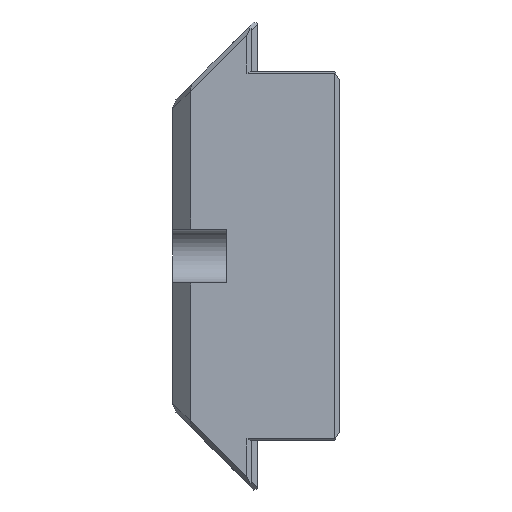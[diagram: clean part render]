
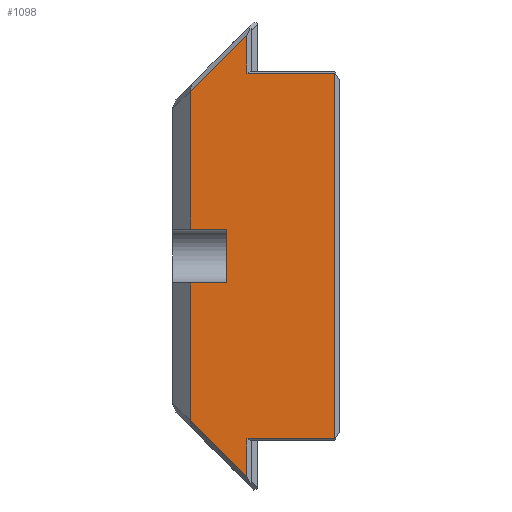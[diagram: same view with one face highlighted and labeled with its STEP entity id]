
A CAD part, front view. The second image highlights one B-rep face of the part: STEP entity #1098.
In plain terms, the highlighted planar face has unit normal (0, -1, 0).
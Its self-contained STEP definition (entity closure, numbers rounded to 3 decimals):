
#49=ORIENTED_EDGE('',*,*,#364,.F.);
#50=ORIENTED_EDGE('',*,*,#365,.T.);
#51=ORIENTED_EDGE('',*,*,#361,.T.);
#52=ORIENTED_EDGE('',*,*,#366,.T.);
#53=ORIENTED_EDGE('',*,*,#367,.T.);
#54=ORIENTED_EDGE('',*,*,#368,.T.);
#55=ORIENTED_EDGE('',*,*,#369,.T.);
#56=ORIENTED_EDGE('',*,*,#370,.T.);
#57=ORIENTED_EDGE('',*,*,#371,.T.);
#58=ORIENTED_EDGE('',*,*,#372,.T.);
#59=ORIENTED_EDGE('',*,*,#373,.T.);
#60=ORIENTED_EDGE('',*,*,#374,.F.);
#361=EDGE_CURVE('',#516,#518,#620,.T.);
#364=EDGE_CURVE('',#521,#522,#621,.T.);
#365=EDGE_CURVE('',#521,#516,#622,.T.);
#366=EDGE_CURVE('',#518,#523,#623,.T.);
#367=EDGE_CURVE('',#523,#524,#624,.T.);
#368=EDGE_CURVE('',#524,#525,#625,.F.);
#369=EDGE_CURVE('',#525,#526,#626,.T.);
#370=EDGE_CURVE('',#526,#527,#627,.F.);
#371=EDGE_CURVE('',#527,#528,#628,.T.);
#372=EDGE_CURVE('',#528,#529,#629,.T.);
#373=EDGE_CURVE('',#529,#530,#630,.T.);
#374=EDGE_CURVE('',#522,#530,#631,.T.);
#516=VERTEX_POINT('',#1545);
#518=VERTEX_POINT('',#1549);
#521=VERTEX_POINT('',#1558);
#522=VERTEX_POINT('',#1559);
#523=VERTEX_POINT('',#1562);
#524=VERTEX_POINT('',#1564);
#525=VERTEX_POINT('',#1566);
#526=VERTEX_POINT('',#1568);
#527=VERTEX_POINT('',#1570);
#528=VERTEX_POINT('',#1572);
#529=VERTEX_POINT('',#1574);
#530=VERTEX_POINT('',#1576);
#620=LINE('',#1550,#774);
#621=LINE('',#1557,#775);
#622=LINE('',#1560,#776);
#623=LINE('',#1561,#777);
#624=LINE('',#1563,#778);
#625=LINE('',#1565,#779);
#626=LINE('',#1567,#780);
#627=LINE('',#1569,#781);
#628=LINE('',#1571,#782);
#629=LINE('',#1573,#783);
#630=LINE('',#1575,#784);
#631=LINE('',#1577,#785);
#774=VECTOR('',#1255,1000.);
#775=VECTOR('',#1264,1000.);
#776=VECTOR('',#1265,1000.);
#777=VECTOR('',#1266,1000.);
#778=VECTOR('',#1267,1000.);
#779=VECTOR('',#1268,1000.);
#780=VECTOR('',#1269,1000.);
#781=VECTOR('',#1270,1000.);
#782=VECTOR('',#1271,1000.);
#783=VECTOR('',#1272,1000.);
#784=VECTOR('',#1273,1000.);
#785=VECTOR('',#1274,1000.);
#918=EDGE_LOOP('',(#49,#50,#51,#52,#53,#54,#55,#56,#57,#58,#59,#60));
#980=FACE_BOUND('',#918,.T.);
#1040=PLANE('',#1175);
#1098=ADVANCED_FACE('',(#980),#1040,.F.);
#1175=AXIS2_PLACEMENT_3D('',#1556,#1262,#1263);
#1255=DIRECTION('',(0.,0.,-1.));
#1262=DIRECTION('',(0.,1.,0.));
#1263=DIRECTION('',(0.,0.,1.));
#1264=DIRECTION('',(0.,0.,1.));
#1265=DIRECTION('',(-1.,0.,0.));
#1266=DIRECTION('',(0.707,0.,-0.707));
#1267=DIRECTION('',(0.,0.,1.));
#1268=DIRECTION('',(-1.,0.,0.));
#1269=DIRECTION('',(0.,0.,1.));
#1270=DIRECTION('',(1.,0.,0.));
#1271=DIRECTION('',(0.,0.,1.));
#1272=DIRECTION('',(-0.707,0.,-0.707));
#1273=DIRECTION('',(0.,0.,-1.));
#1274=DIRECTION('',(-1.,0.,0.));
#1545=CARTESIAN_POINT('',(-23.381,-67.506,206.5));
#1549=CARTESIAN_POINT('',(-23.381,-67.504,191.207));
#1550=CARTESIAN_POINT('',(-23.381,-67.51,230.507));
#1556=CARTESIAN_POINT('',(-3.392,-67.51,230.507));
#1557=CARTESIAN_POINT('',(-19.381,-67.507,209.5));
#1558=CARTESIAN_POINT('',(-19.381,-67.506,206.5));
#1559=CARTESIAN_POINT('',(-19.381,-67.507,212.5));
#1560=CARTESIAN_POINT('',(-21.381,-67.506,206.5));
#1561=CARTESIAN_POINT('',(-16.277,-67.503,184.103));
#1562=CARTESIAN_POINT('',(-17.131,-67.503,184.956));
#1563=CARTESIAN_POINT('',(-17.131,-67.51,230.507));
#1564=CARTESIAN_POINT('',(-17.131,-67.504,189.169));
#1565=CARTESIAN_POINT('',(-3.392,-67.504,189.169));
#1566=CARTESIAN_POINT('',(-7.379,-67.504,189.169));
#1567=CARTESIAN_POINT('',(-7.379,-67.474,-0.011));
#1568=CARTESIAN_POINT('',(-7.379,-67.51,229.83));
#1569=CARTESIAN_POINT('',(-3.392,-67.51,229.83));
#1570=CARTESIAN_POINT('',(-17.131,-67.51,229.83));
#1571=CARTESIAN_POINT('',(-17.131,-67.51,230.507));
#1572=CARTESIAN_POINT('',(-17.131,-67.511,234.043));
#1573=CARTESIAN_POINT('',(-23.027,-67.51,228.146));
#1574=CARTESIAN_POINT('',(-23.381,-67.51,227.793));
#1575=CARTESIAN_POINT('',(-23.381,-67.51,230.507));
#1576=CARTESIAN_POINT('',(-23.381,-67.507,212.5));
#1577=CARTESIAN_POINT('',(-21.381,-67.507,212.5));
